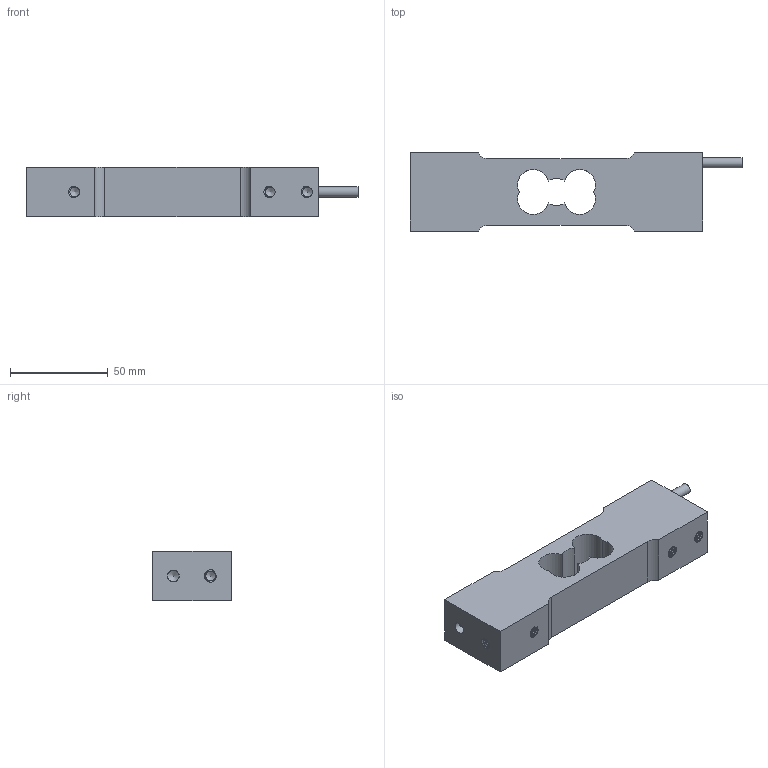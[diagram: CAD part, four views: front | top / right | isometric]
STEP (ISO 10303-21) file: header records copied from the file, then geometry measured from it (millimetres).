
FILE_DESCRIPTION(/* description */ (''),/* implementation_level */ '2;1');
FILE_NAME(/* name */ '108TAUN-(3-200)kg v1.step',/* time_stamp */ '2020-01-28T13:24:54-08:00',/* author */ (''),/* organization */ (''),/* preprocessor_version */ 'ST-DEVELOPER v18',/* originating_system */ 'Autodesk Translation Framework v8.12.0.6',/* authorisation */ '');
FILE_SCHEMA (('AUTOMOTIVE_DESIGN { 1 0 10303 214 3 1 1 }'));
Length unit declared in the file: millimetre
Products named in the file (1): 108TAUN-(3-200)kg
Bounding box: 170 x 40 x 25.4 mm (x, y, z)
Volume: 120351.2 mm3; surface area: 26035.1 mm2
Topology: 1 solids, 1 shells, 259 faces, 690 edges, 433 vertices
Faces by surface type: cylinder 209, bspline 22, plane 21, cone 7
Full cylindrical faces by diameter (mm): 5.118 x77, 5.3 x1, 6 x1, 6.35 x86
Entity records: 17972 total; most frequent: CARTESIAN_POINT 12362, ORIENTED_EDGE 1366, DIRECTION 825, EDGE_CURVE 683, VERTEX_POINT 433, B_SPLINE_CURVE_WITH_KNOTS 396, AXIS2_PLACEMENT_3D 300, EDGE_LOOP 270
